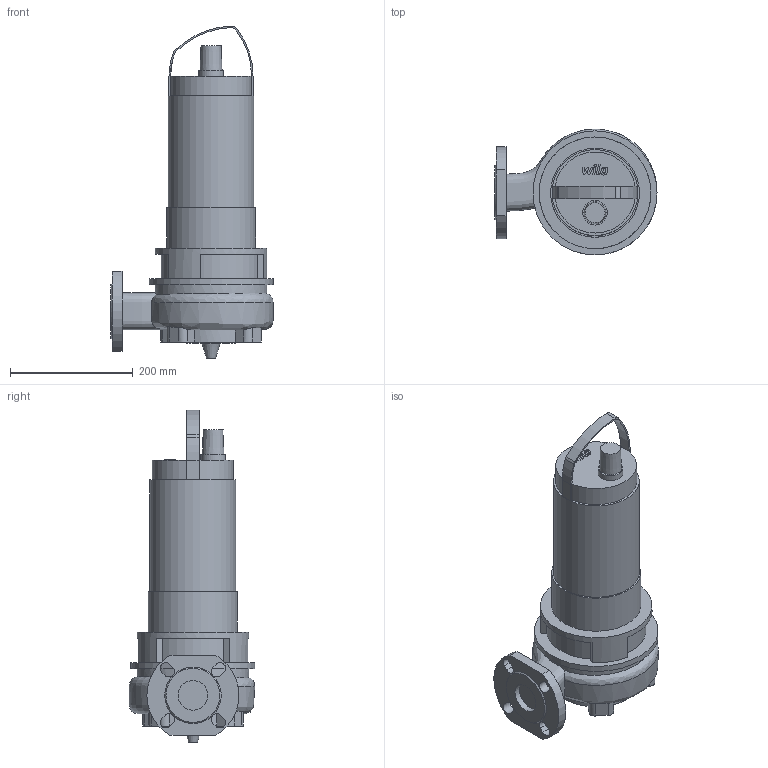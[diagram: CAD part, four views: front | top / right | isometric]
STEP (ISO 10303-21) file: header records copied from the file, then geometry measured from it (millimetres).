
FILE_DESCRIPTION(/* description */ (''),/* implementation_level */ '2;1');
FILE_NAME(/* name */ '3d_RexaCUTGI03.29_S-T15-2-540-6075983.stp',/* time_stamp */ '2017-01-31T19:24:04+01:00',/* author */ ('Łukasz'),/* organization */ (''),/* preprocessor_version */ 'ST-DEVELOPER v16.1',/* originating_system */ 'AutoCAD Mechanical',/* authorisation */ '');
FILE_SCHEMA (('AUTOMOTIVE_DESIGN { 1 0 10303 214 3 1 1 }'));
Length unit declared in the file: millimetre
Products named in the file (1): Product
Bounding box: 264 x 205 x 540.91 mm (x, y, z)
Volume: 8946040.9 mm3; surface area: 404329.8 mm2
Topology: 7 solids, 7 shells, 168 faces, 448 edges, 298 vertices
Faces by surface type: plane 91, cylinder 47, bspline 27, cone 3
Full cylindrical faces by diameter (mm): 40 x1, 48.3 x1, 80.3 x1, 140 x1, 145 x1, 182 x2, 202 x1
Entity records: 9717 total; most frequent: CARTESIAN_POINT 5673, ORIENTED_EDGE 876, DIRECTION 728, EDGE_CURVE 436, VERTEX_POINT 297, AXIS2_PLACEMENT_3D 246, LINE 236, VECTOR 236
